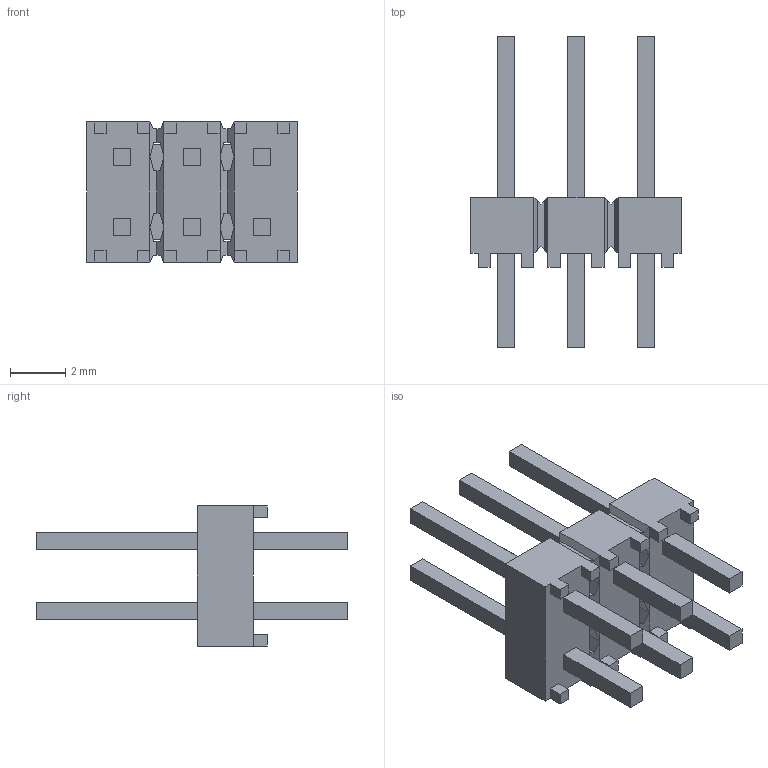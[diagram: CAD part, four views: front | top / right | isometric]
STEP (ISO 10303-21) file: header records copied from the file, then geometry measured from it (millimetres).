
FILE_DESCRIPTION(/* description */ ('STEP AP214'),/* implementation_level */ '2;1');
FILE_NAME(/* name */ 'MTSW-103-23-F-D-230',/* time_stamp */ '2024-04-28T22:44:17+02:00',/* author */ ('License CC BY-ND 4.0'),/* organization */ ('CADENAS'),/* preprocessor_version */ 'ST-DEVELOPER v19.3',/* originating_system */ 'PARTsolutions',/* authorisation */ ' ');
FILE_SCHEMA (('AUTOMOTIVE_DESIGN {1 0 10303 214 3 1 1}'));
Length unit declared in the file: inch
Products named in the file (3): MTSW-103-23-F-D-230; MTSW-103-23-F-D-230_body; MTSW-103-23-D-230
Assembly tree (2 placements, depth 2):
  MTSW-103-23-F-D-230
    MTSW-103-23-F-D-230_body
    MTSW-103-23-D-230
Bounding box: 7.62 x 11.3 x 5.08 mm (x, y, z)
Volume: 100 mm3; surface area: 399.3 mm2
Topology: 2 solids, 2 shells, 212 faces, 556 edges, 352 vertices
Faces by surface type: plane 212
Entity records: 6430 total; most frequent: CARTESIAN_POINT 1123, ORIENTED_EDGE 1112, DIRECTION 986, EDGE_CURVE 556, LINE 556, VECTOR 556, VERTEX_POINT 352, EDGE_LOOP 236
